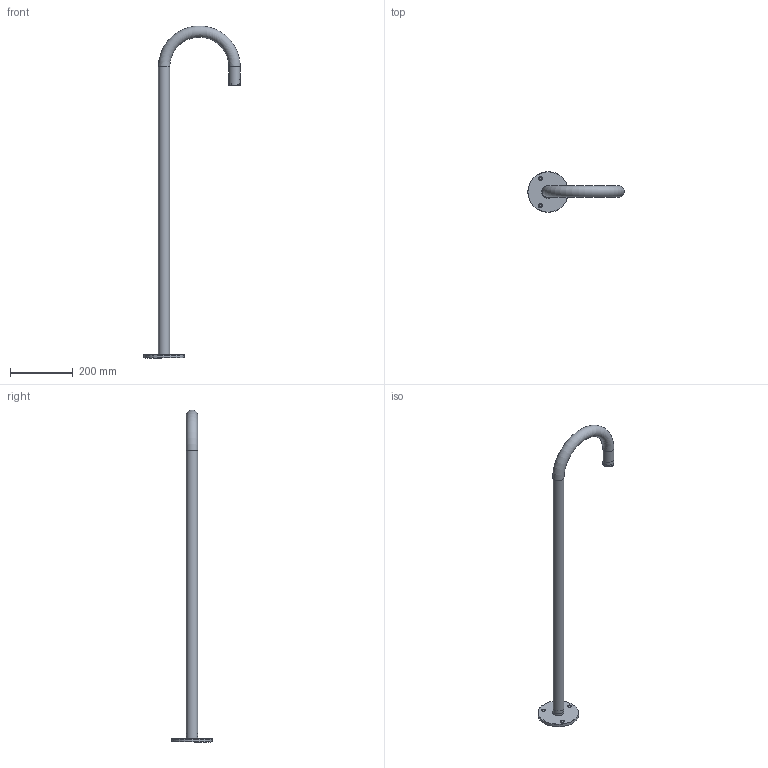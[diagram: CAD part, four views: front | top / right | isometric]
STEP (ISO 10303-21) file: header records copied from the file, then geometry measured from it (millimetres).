
FILE_DESCRIPTION(/* description */ ('Unknown'),/* implementation_level */ '2;1');
FILE_NAME(/* name */ 'CB076',/* time_stamp */ '2020-03-26T17:10:09+01:00',/* author */ ('Unknown'),/* organization */ ('Unknown'),/* preprocessor_version */ 'ST-DEVELOPER v16.7',/* originating_system */ 'DEX',/* authorisation */ $);
FILE_SCHEMA (('AUTOMOTIVE_DESIGN {1 0 10303 214 3 1 1}'));
Length unit declared in the file: millimetre
Products named in the file (7): CB076-00; CB076-03; B077-001_oa_0; B077-27; CB076-01; B077-12; CB076-02
Assembly tree (8 placements, depth 3):
  CB076-00
    CB076-03
    B077-001_oa_0
      B077-27
    CB076-01
    B077-12  x3
    CB076-02
Bounding box: 307.75 x 129.5 x 1059.83 mm (x, y, z)
Volume: 388543.8 mm3; surface area: 327566.4 mm2
Topology: 7 solids, 7 shells, 178 faces, 415 edges, 274 vertices
Faces by surface type: plane 76, cylinder 67, cone 28, torus 6, sphere 1
Full cylindrical faces by diameter (mm): 6.529 x3, 8 x3, 10.5 x3, 12.2 x6, 12.5 x3, 14.95 x2, 18 x1, 21.6 x2, 22.917 x2, 23.472 x2, 24 x1, 24.25 x1, 32 x2, 32.7 x1, 32.917 x4, 34 x2, 34.3 x1, 34.5 x1, 36 x2, 40.5 x1, 86 x1, 114.5 x1, 123 x1, 129.5 x1
Entity records: 4571 total; most frequent: DIRECTION 720, CARTESIAN_POINT 714, ORIENTED_EDGE 538, AXIS2_PLACEMENT_3D 312, EDGE_CURVE 269, EDGE_LOOP 251, FACE_BOUND 251, VERTEX_POINT 210
